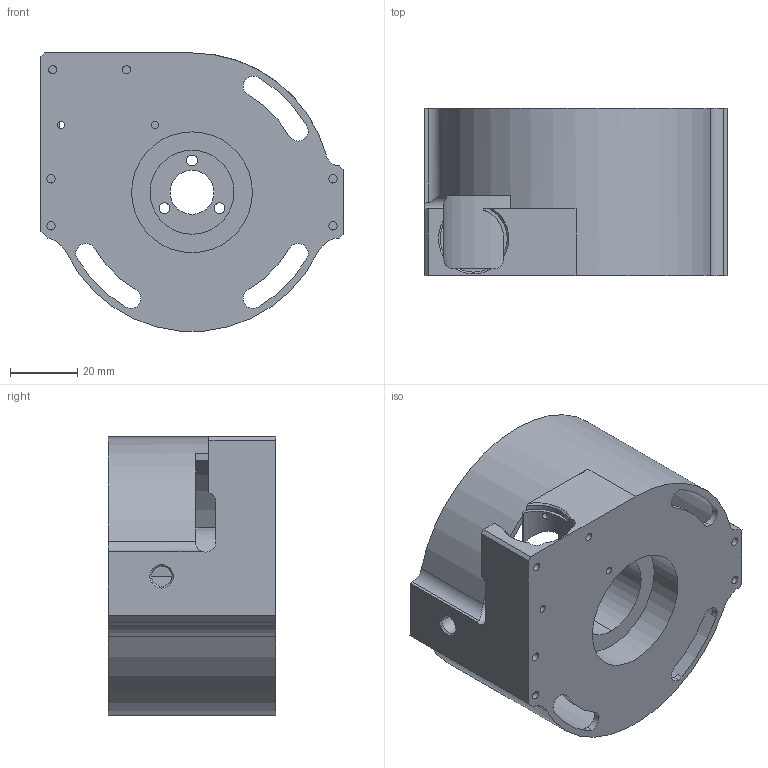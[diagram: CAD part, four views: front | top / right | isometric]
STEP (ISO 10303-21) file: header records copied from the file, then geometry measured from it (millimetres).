
FILE_DESCRIPTION (( 'STEP AP214' ), '1' );
FILE_NAME ('LowerAmmoStorage.STEP', '2024-03-26T04:14:56', ( '' ), ( '' ), 'SwSTEP 2.0', 'SolidWorks 2022', '' );
FILE_SCHEMA (( 'AUTOMOTIVE_DESIGN' ));
Length unit declared in the file: millimetre
Products named in the file (5): RM2020-GIMBAL_ASM.stp; RoboMaster 2020 Standard A Unassembled Kit 3D Model.stp; Y-BOPAN-V1.stp; RM2020-BOPAN_ASM.stp; LowerAmmoStorage
Assembly tree (4 placements, depth 5):
  LowerAmmoStorage
    RoboMaster 2020 Standard A Unassembled Kit 3D Model.stp
      RM2020-GIMBAL_ASM.stp
        RM2020-BOPAN_ASM.stp
          Y-BOPAN-V1.stp
Bounding box: 90 x 49.9 x 82.85 mm (x, y, z)
Volume: 54223.1 mm3; surface area: 42946.4 mm2
Topology: 1 solids, 1 shells, 164 faces, 433 edges, 286 vertices
Faces by surface type: cylinder 106, plane 51, cone 7
Entity records: 5889 total; most frequent: CARTESIAN_POINT 1507, DIRECTION 953, ORIENTED_EDGE 866, EDGE_CURVE 433, AXIS2_PLACEMENT_3D 384, VERTEX_POINT 286, CIRCLE 210, EDGE_LOOP 201
